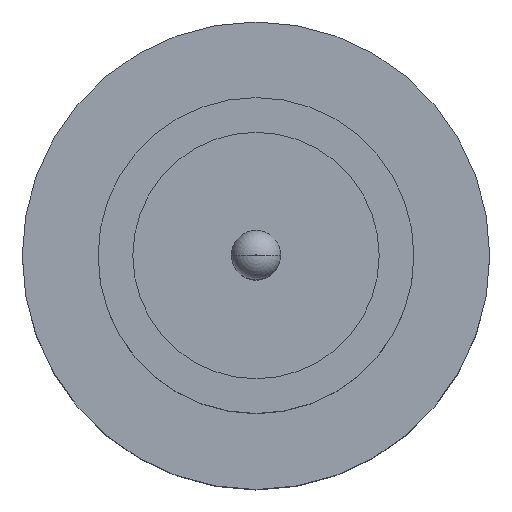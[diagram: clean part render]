
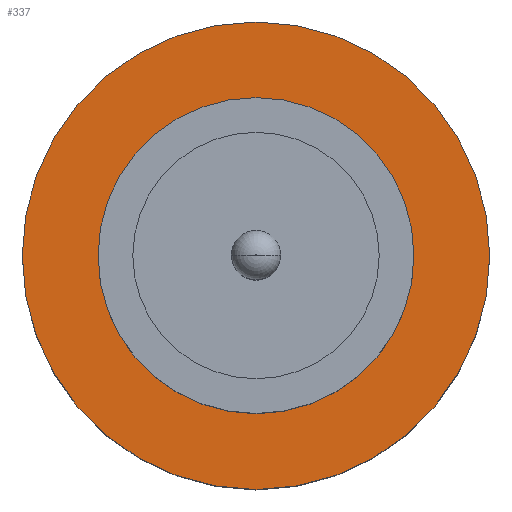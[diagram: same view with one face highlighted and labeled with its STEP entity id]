
A CAD part, top view. The second image highlights one B-rep face of the part: STEP entity #337.
In plain terms, the highlighted planar face has unit normal (0, 0, 1).
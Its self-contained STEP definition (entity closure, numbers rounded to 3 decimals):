
#15 = AXIS2_PLACEMENT_3D ( 'NONE', #348, #627, #795 ) ;
#39 = CIRCLE ( 'NONE', #784, 1.85 ) ;
#58 = ORIENTED_EDGE ( 'NONE', *, *, #532, .T. ) ;
#80 = CARTESIAN_POINT ( 'NONE',  ( 0., 0., 1.55 ) ) ;
#82 = PLANE ( 'NONE',  #498 ) ;
#122 = EDGE_LOOP ( 'NONE', ( #296, #756 ) ) ;
#124 = DIRECTION ( 'NONE',  ( 1., 0., 0. ) ) ;
#135 = CIRCLE ( 'NONE', #187, 1.25 ) ;
#138 = EDGE_LOOP ( 'NONE', ( #58, #666 ) ) ;
#163 = VERTEX_POINT ( 'NONE', #499 ) ;
#166 = CARTESIAN_POINT ( 'NONE',  ( 0., 0., 1.55 ) ) ;
#187 = AXIS2_PLACEMENT_3D ( 'NONE', #507, #641, #124 ) ;
#211 = DIRECTION ( 'NONE',  ( 0., 0., 1. ) ) ;
#270 = DIRECTION ( 'NONE',  ( 0., 0., 1. ) ) ;
#296 = ORIENTED_EDGE ( 'NONE', *, *, #659, .F. ) ;
#337 = ADVANCED_FACE ( 'NONE', ( #553, #799 ), #82, .T. ) ;
#348 = CARTESIAN_POINT ( 'NONE',  ( 0., 0., 1.55 ) ) ;
#367 = CARTESIAN_POINT ( 'NONE',  ( -1.85, 0., 1.55 ) ) ;
#415 = EDGE_CURVE ( 'NONE', #163, #656, #576, .T. ) ;
#475 = DIRECTION ( 'NONE',  ( 1., 0., 0. ) ) ;
#493 = VERTEX_POINT ( 'NONE', #785 ) ;
#496 = CARTESIAN_POINT ( 'NONE',  ( 1.25, 0., 1.55 ) ) ;
#498 = AXIS2_PLACEMENT_3D ( 'NONE', #654, #270, #718 ) ;
#499 = CARTESIAN_POINT ( 'NONE',  ( 1.85, 0., 1.55 ) ) ;
#507 = CARTESIAN_POINT ( 'NONE',  ( 0., 0., 1.55 ) ) ;
#528 = AXIS2_PLACEMENT_3D ( 'NONE', #166, #602, #475 ) ;
#532 = EDGE_CURVE ( 'NONE', #656, #163, #39, .T. ) ;
#553 = FACE_BOUND ( 'NONE', #122, .T. ) ;
#570 = EDGE_CURVE ( 'NONE', #493, #737, #712, .T. ) ;
#576 = CIRCLE ( 'NONE', #528, 1.85 ) ;
#602 = DIRECTION ( 'NONE',  ( 0., 0., 1. ) ) ;
#627 = DIRECTION ( 'NONE',  ( 0., 0., 1. ) ) ;
#641 = DIRECTION ( 'NONE',  ( 0., 0., 1. ) ) ;
#654 = CARTESIAN_POINT ( 'NONE',  ( 0., 0., 1.55 ) ) ;
#656 = VERTEX_POINT ( 'NONE', #367 ) ;
#659 = EDGE_CURVE ( 'NONE', #737, #493, #135, .T. ) ;
#666 = ORIENTED_EDGE ( 'NONE', *, *, #415, .T. ) ;
#712 = CIRCLE ( 'NONE', #15, 1.25 ) ;
#713 = DIRECTION ( 'NONE',  ( 1., 0., 0. ) ) ;
#718 = DIRECTION ( 'NONE',  ( 1., 0., 0. ) ) ;
#737 = VERTEX_POINT ( 'NONE', #496 ) ;
#756 = ORIENTED_EDGE ( 'NONE', *, *, #570, .F. ) ;
#784 = AXIS2_PLACEMENT_3D ( 'NONE', #80, #211, #713 ) ;
#785 = CARTESIAN_POINT ( 'NONE',  ( -1.25, 0., 1.55 ) ) ;
#795 = DIRECTION ( 'NONE',  ( 1., 0., 0. ) ) ;
#799 = FACE_OUTER_BOUND ( 'NONE', #138, .T. ) ;
